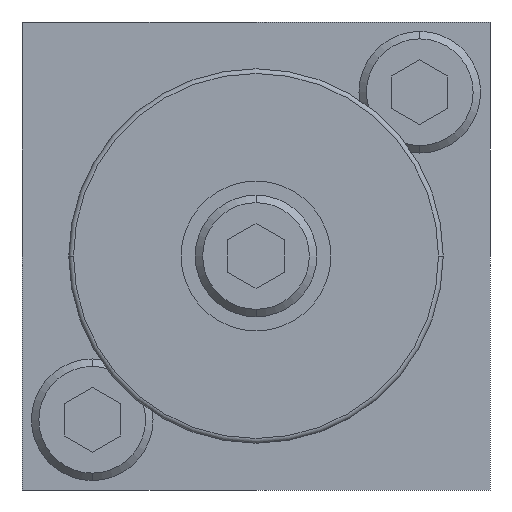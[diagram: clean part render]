
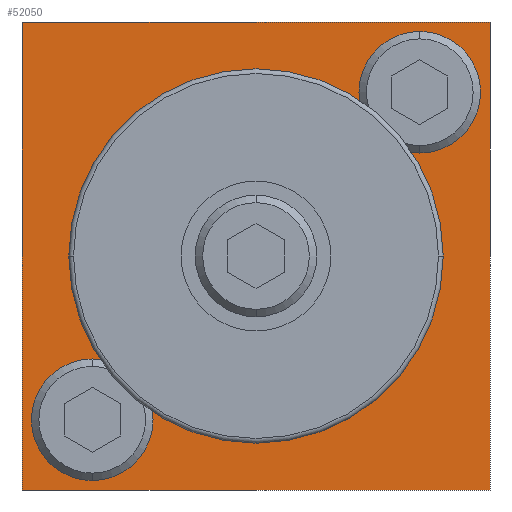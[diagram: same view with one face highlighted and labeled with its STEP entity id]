
A CAD part, front view. The second image highlights one B-rep face of the part: STEP entity #52050.
In plain terms, the highlighted face is planar.
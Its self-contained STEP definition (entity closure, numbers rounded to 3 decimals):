
#51210=CARTESIAN_POINT('',(0.,0.,5.));
#51220=DIRECTION('',(0.,0.,1.));
#51230=DIRECTION('',(1.,0.,0.));
#51240=AXIS2_PLACEMENT_3D('',#51210,#51220,#51230);
#51250=PLANE('',#51240);
#51260=CARTESIAN_POINT('',(25.,25.,5.));
#51270=DIRECTION('',(0.,0.,1.));
#51280=DIRECTION('',(1.,0.,0.));
#51290=AXIS2_PLACEMENT_3D('',#51260,#51270,#51280);
#51300=CIRCLE('',#51290,11.25);
#51310=CARTESIAN_POINT('',(36.25,25.,5.));
#51320=VERTEX_POINT('',#51310);
#51330=CARTESIAN_POINT('',(13.75,25.,5.));
#51340=VERTEX_POINT('',#51330);
#51350=EDGE_CURVE('',#51320,#51340,#51300,.T.);
#51360=ORIENTED_EDGE('',*,*,#51350,.F.);
#51370=EDGE_CURVE('',#51340,#51320,#51300,.T.);
#51380=ORIENTED_EDGE('',*,*,#51370,.F.);
#51390=EDGE_LOOP('',(#51380,#51360));
#51400=FACE_BOUND('',#51390,.T.);
#51410=CARTESIAN_POINT('',(7.5,7.5,5.));
#51420=DIRECTION('',(0.,0.,1.));
#51430=DIRECTION('',(1.,0.,0.));
#51440=AXIS2_PLACEMENT_3D('',#51410,#51420,#51430);
#51450=CIRCLE('',#51440,4.5);
#51460=CARTESIAN_POINT('',(12.,7.5,5.));
#51470=VERTEX_POINT('',#51460);
#51480=CARTESIAN_POINT('',(3.,7.5,5.));
#51490=VERTEX_POINT('',#51480);
#51500=EDGE_CURVE('',#51470,#51490,#51450,.T.);
#51510=ORIENTED_EDGE('',*,*,#51500,.F.);
#51520=EDGE_CURVE('',#51490,#51470,#51450,.T.);
#51530=ORIENTED_EDGE('',*,*,#51520,.F.);
#51540=EDGE_LOOP('',(#51530,#51510));
#51550=FACE_BOUND('',#51540,.T.);
#51560=CARTESIAN_POINT('',(42.5,42.5,5.));
#51570=DIRECTION('',(0.,0.,1.));
#51580=DIRECTION('',(1.,0.,0.));
#51590=AXIS2_PLACEMENT_3D('',#51560,#51570,#51580);
#51600=CIRCLE('',#51590,4.5);
#51610=CARTESIAN_POINT('',(47.,42.5,5.));
#51620=VERTEX_POINT('',#51610);
#51630=CARTESIAN_POINT('',(38.,42.5,5.));
#51640=VERTEX_POINT('',#51630);
#51650=EDGE_CURVE('',#51620,#51640,#51600,.T.);
#51660=ORIENTED_EDGE('',*,*,#51650,.F.);
#51670=EDGE_CURVE('',#51640,#51620,#51600,.T.);
#51680=ORIENTED_EDGE('',*,*,#51670,.F.);
#51690=EDGE_LOOP('',(#51680,#51660));
#51700=FACE_BOUND('',#51690,.T.);
#51710=CARTESIAN_POINT('',(50.,50.,5.));
#51720=DIRECTION('',(-1.,0.,0.));
#51730=VECTOR('',#51720,1.);
#51740=LINE('',#51710,#51730);
#51750=CARTESIAN_POINT('',(50.,50.,5.));
#51760=VERTEX_POINT('',#51750);
#51770=CARTESIAN_POINT('',(0.,50.,5.));
#51780=VERTEX_POINT('',#51770);
#51790=EDGE_CURVE('',#51760,#51780,#51740,.T.);
#51800=ORIENTED_EDGE('',*,*,#51790,.T.);
#51810=CARTESIAN_POINT('',(50.,0.,5.));
#51820=DIRECTION('',(0.,1.,0.));
#51830=VECTOR('',#51820,1.);
#51840=LINE('',#51810,#51830);
#51850=CARTESIAN_POINT('',(50.,0.,5.));
#51860=VERTEX_POINT('',#51850);
#51870=EDGE_CURVE('',#51860,#51760,#51840,.T.);
#51880=ORIENTED_EDGE('',*,*,#51870,.T.);
#51890=CARTESIAN_POINT('',(0.,0.,5.));
#51900=DIRECTION('',(1.,0.,0.));
#51910=VECTOR('',#51900,1.);
#51920=LINE('',#51890,#51910);
#51930=CARTESIAN_POINT('',(0.,0.,5.));
#51940=VERTEX_POINT('',#51930);
#51950=EDGE_CURVE('',#51940,#51860,#51920,.T.);
#51960=ORIENTED_EDGE('',*,*,#51950,.T.);
#51970=CARTESIAN_POINT('',(0.,50.,5.));
#51980=DIRECTION('',(0.,-1.,0.));
#51990=VECTOR('',#51980,1.);
#52000=LINE('',#51970,#51990);
#52010=EDGE_CURVE('',#51780,#51940,#52000,.T.);
#52020=ORIENTED_EDGE('',*,*,#52010,.T.);
#52030=EDGE_LOOP('',(#52020,#51960,#51880,#51800));
#52040=FACE_OUTER_BOUND('',#52030,.T.);
#52050=ADVANCED_FACE('',(#51400,#51550,#51700,#52040),#51250,.T.);
